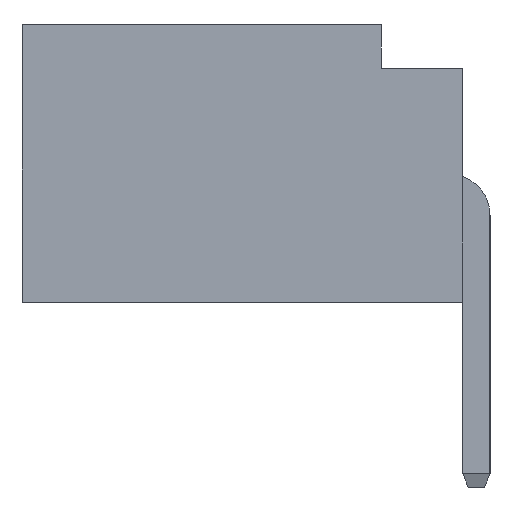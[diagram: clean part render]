
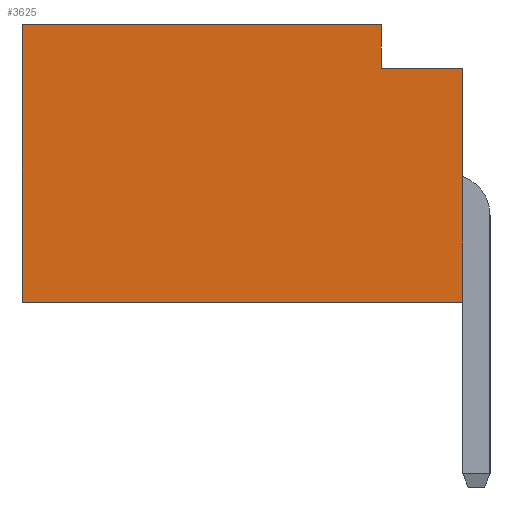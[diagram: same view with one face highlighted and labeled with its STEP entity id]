
A CAD part, left-side view. The second image highlights one B-rep face of the part: STEP entity #3625.
In plain terms, the highlighted planar face has unit normal (-1, 0, 0).
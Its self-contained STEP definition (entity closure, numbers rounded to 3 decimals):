
#175 = ORIENTED_EDGE ( 'NONE', *, *, #9288, .T. ) ;
#246 = LINE ( 'NONE', #4649, #4948 ) ;
#752 = ORIENTED_EDGE ( 'NONE', *, *, #5273, .F. ) ;
#868 = VERTEX_POINT ( 'NONE', #5641 ) ;
#882 = EDGE_CURVE ( 'NONE', #10927, #8051, #9106, .T. ) ;
#1296 = DIRECTION ( 'NONE',  ( 0., 1., 0. ) ) ;
#1348 = AXIS2_PLACEMENT_3D ( 'NONE', #8346, #2090, #4714 ) ;
#1392 = EDGE_CURVE ( 'NONE', #8051, #10332, #10374, .T. ) ;
#1746 = VECTOR ( 'NONE', #5195, 1000. ) ;
#2063 = ORIENTED_EDGE ( 'NONE', *, *, #3892, .T. ) ;
#2090 = DIRECTION ( 'NONE',  ( -1., 0., 0. ) ) ;
#2596 = VECTOR ( 'NONE', #2733, 1000. ) ;
#2676 = CARTESIAN_POINT ( 'NONE',  ( -15., 1.5, 2.55 ) ) ;
#2733 = DIRECTION ( 'NONE',  ( 0., 0., -1. ) ) ;
#3274 = ORIENTED_EDGE ( 'NONE', *, *, #1392, .F. ) ;
#3426 = VERTEX_POINT ( 'NONE', #8813 ) ;
#3554 = LINE ( 'NONE', #7032, #11165 ) ;
#3625 = ADVANCED_FACE ( 'NONE', ( #5785 ), #4878, .T. ) ;
#3741 = DIRECTION ( 'NONE',  ( 0., 0., 1. ) ) ;
#3867 = VECTOR ( 'NONE', #1296, 1000. ) ;
#3892 = EDGE_CURVE ( 'NONE', #10960, #868, #3554, .T. ) ;
#4649 = CARTESIAN_POINT ( 'NONE',  ( -15., 0., -2.55 ) ) ;
#4714 = DIRECTION ( 'NONE',  ( 0., 0., 1. ) ) ;
#4878 = PLANE ( 'NONE',  #1348 ) ;
#4948 = VECTOR ( 'NONE', #3741, 1000. ) ;
#5195 = DIRECTION ( 'NONE',  ( 0., 0., 1. ) ) ;
#5273 = EDGE_CURVE ( 'NONE', #3426, #868, #10548, .T. ) ;
#5641 = CARTESIAN_POINT ( 'NONE',  ( -15., 1.5, 1.75 ) ) ;
#5680 = CARTESIAN_POINT ( 'NONE',  ( -15., 8.1, -2.55 ) ) ;
#5785 = FACE_OUTER_BOUND ( 'NONE', #6234, .T. ) ;
#6177 = LINE ( 'NONE', #6862, #10941 ) ;
#6234 = EDGE_LOOP ( 'NONE', ( #752, #10633, #3274, #7229, #175, #2063 ) ) ;
#6862 = CARTESIAN_POINT ( 'NONE',  ( -15., 1.5, 2.55 ) ) ;
#7032 = CARTESIAN_POINT ( 'NONE',  ( -15., 0., 1.75 ) ) ;
#7229 = ORIENTED_EDGE ( 'NONE', *, *, #882, .F. ) ;
#7874 = CARTESIAN_POINT ( 'NONE',  ( -15., 8.1, -2.55 ) ) ;
#7944 = DIRECTION ( 'NONE',  ( 0., 1., 0. ) ) ;
#8051 = VERTEX_POINT ( 'NONE', #5680 ) ;
#8346 = CARTESIAN_POINT ( 'NONE',  ( -15., 0., -2.55 ) ) ;
#8441 = CARTESIAN_POINT ( 'NONE',  ( -15., 0., -2.55 ) ) ;
#8813 = CARTESIAN_POINT ( 'NONE',  ( -15., 1.5, 2.55 ) ) ;
#8859 = DIRECTION ( 'NONE',  ( 0., 1., 0. ) ) ;
#8948 = CARTESIAN_POINT ( 'NONE',  ( -15., 0., -2.55 ) ) ;
#9106 = LINE ( 'NONE', #8948, #3867 ) ;
#9120 = EDGE_CURVE ( 'NONE', #3426, #10332, #6177, .T. ) ;
#9288 = EDGE_CURVE ( 'NONE', #10927, #10960, #246, .T. ) ;
#9657 = CARTESIAN_POINT ( 'NONE',  ( -15., 8.1, 2.55 ) ) ;
#10332 = VERTEX_POINT ( 'NONE', #9657 ) ;
#10374 = LINE ( 'NONE', #7874, #1746 ) ;
#10548 = LINE ( 'NONE', #2676, #2596 ) ;
#10633 = ORIENTED_EDGE ( 'NONE', *, *, #9120, .T. ) ;
#10927 = VERTEX_POINT ( 'NONE', #8441 ) ;
#10941 = VECTOR ( 'NONE', #8859, 1000. ) ;
#10960 = VERTEX_POINT ( 'NONE', #11047 ) ;
#11047 = CARTESIAN_POINT ( 'NONE',  ( -15., 0., 1.75 ) ) ;
#11165 = VECTOR ( 'NONE', #7944, 1000. ) ;
